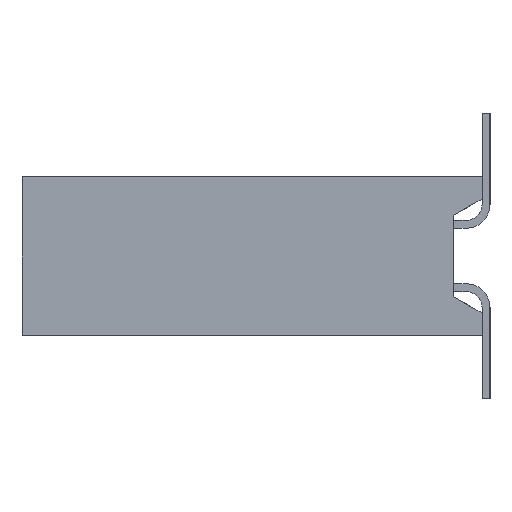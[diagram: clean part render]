
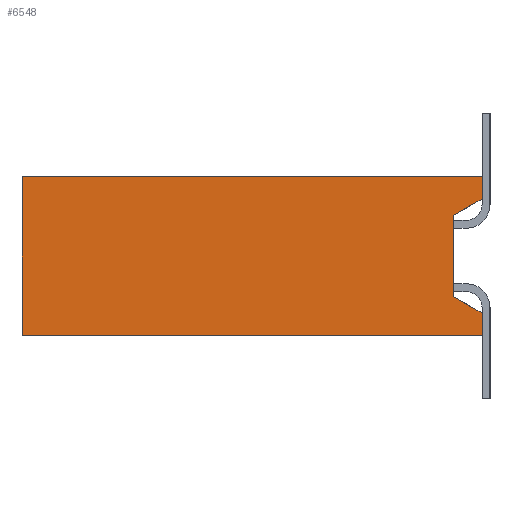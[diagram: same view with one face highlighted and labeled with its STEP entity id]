
A CAD part, left-side view. The second image highlights one B-rep face of the part: STEP entity #6548.
In plain terms, the highlighted planar face has unit normal (-1, 0, 0).
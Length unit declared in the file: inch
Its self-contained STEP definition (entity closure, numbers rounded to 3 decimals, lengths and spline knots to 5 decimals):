
#53 = LINE ( 'NONE', #5082, #10298 ) ;
#288 = LINE ( 'NONE', #1939, #7870 ) ;
#516 = LINE ( 'NONE', #3376, #1325 ) ;
#544 = PLANE ( 'NONE',  #4949 ) ;
#804 = ORIENTED_EDGE ( 'NONE', *, *, #7527, .T. ) ;
#858 = EDGE_CURVE ( 'NONE', #3004, #1181, #4668, .T. ) ;
#970 = VERTEX_POINT ( 'NONE', #9126 ) ;
#1181 = VERTEX_POINT ( 'NONE', #7955 ) ;
#1325 = VECTOR ( 'NONE', #1833, 39.37008 ) ;
#1384 = VERTEX_POINT ( 'NONE', #9091 ) ;
#1406 = CARTESIAN_POINT ( 'NONE',  ( -0.3, 0.29, -0.05 ) ) ;
#1628 = VERTEX_POINT ( 'NONE', #8939 ) ;
#1679 = ORIENTED_EDGE ( 'NONE', *, *, #4293, .F. ) ;
#1689 = EDGE_CURVE ( 'NONE', #7053, #1384, #8972, .T. ) ;
#1787 = DIRECTION ( 'NONE',  ( 0., -1., 0. ) ) ;
#1833 = DIRECTION ( 'NONE',  ( 0., 0., 1. ) ) ;
#1913 = ORIENTED_EDGE ( 'NONE', *, *, #7948, .T. ) ;
#1939 = CARTESIAN_POINT ( 'NONE',  ( -0.3, 0.29, -0.05 ) ) ;
#2491 = FACE_OUTER_BOUND ( 'NONE', #8826, .T. ) ;
#2995 = ORIENTED_EDGE ( 'NONE', *, *, #3069, .T. ) ;
#3004 = VERTEX_POINT ( 'NONE', #3924 ) ;
#3069 = EDGE_CURVE ( 'NONE', #6385, #9599, #53, .T. ) ;
#3312 = CARTESIAN_POINT ( 'NONE',  ( -0.3, 0.018, 0.02561 ) ) ;
#3376 = CARTESIAN_POINT ( 'NONE',  ( -0.3, 0., -0.05 ) ) ;
#3802 = CARTESIAN_POINT ( 'NONE',  ( -0.3, 0., -0.036 ) ) ;
#3850 = ORIENTED_EDGE ( 'NONE', *, *, #5600, .F. ) ;
#3924 = CARTESIAN_POINT ( 'NONE',  ( -0.3, 0.29, -0.05 ) ) ;
#4052 = VECTOR ( 'NONE', #5671, 39.37008 ) ;
#4056 = CARTESIAN_POINT ( 'NONE',  ( -0.3, 0.018, 0.02561 ) ) ;
#4147 = VECTOR ( 'NONE', #5817, 39.37008 ) ;
#4263 = DIRECTION ( 'NONE',  ( 0., 0., 1. ) ) ;
#4293 = EDGE_CURVE ( 'NONE', #3004, #1628, #288, .T. ) ;
#4445 = LINE ( 'NONE', #3312, #6827 ) ;
#4668 = LINE ( 'NONE', #1406, #4052 ) ;
#4827 = VECTOR ( 'NONE', #1787, 39.37008 ) ;
#4850 = CARTESIAN_POINT ( 'NONE',  ( -0.3, 0., -0.036 ) ) ;
#4879 = DIRECTION ( 'NONE',  ( 0., 0., 1. ) ) ;
#4949 = AXIS2_PLACEMENT_3D ( 'NONE', #9916, #8374, #7532 ) ;
#5082 = CARTESIAN_POINT ( 'NONE',  ( -0.3, 0., 0.036 ) ) ;
#5282 = DIRECTION ( 'NONE',  ( 0., -0.866, 0.5 ) ) ;
#5600 = EDGE_CURVE ( 'NONE', #1628, #970, #9302, .T. ) ;
#5602 = ORIENTED_EDGE ( 'NONE', *, *, #7950, .T. ) ;
#5671 = DIRECTION ( 'NONE',  ( 0., -1., 0. ) ) ;
#5817 = DIRECTION ( 'NONE',  ( 0., 0.866, 0.5 ) ) ;
#5947 = DIRECTION ( 'NONE',  ( 0., 0., 1. ) ) ;
#6385 = VERTEX_POINT ( 'NONE', #4056 ) ;
#6548 = ADVANCED_FACE ( 'NONE', ( #2491 ), #544, .F. ) ;
#6773 = ORIENTED_EDGE ( 'NONE', *, *, #858, .T. ) ;
#6827 = VECTOR ( 'NONE', #5947, 39.37008 ) ;
#7053 = VERTEX_POINT ( 'NONE', #3802 ) ;
#7527 = EDGE_CURVE ( 'NONE', #1384, #6385, #4445, .T. ) ;
#7532 = DIRECTION ( 'NONE',  ( 0., 0., -1. ) ) ;
#7821 = ORIENTED_EDGE ( 'NONE', *, *, #1689, .T. ) ;
#7870 = VECTOR ( 'NONE', #4263, 39.37008 ) ;
#7948 = EDGE_CURVE ( 'NONE', #1181, #7053, #516, .T. ) ;
#7950 = EDGE_CURVE ( 'NONE', #9599, #970, #8758, .T. ) ;
#7955 = CARTESIAN_POINT ( 'NONE',  ( -0.3, 0., -0.05 ) ) ;
#8374 = DIRECTION ( 'NONE',  ( 1., 0., 0. ) ) ;
#8572 = CARTESIAN_POINT ( 'NONE',  ( -0.3, 0., 0.036 ) ) ;
#8758 = LINE ( 'NONE', #10146, #9202 ) ;
#8826 = EDGE_LOOP ( 'NONE', ( #804, #2995, #5602, #3850, #1679, #6773, #1913, #7821 ) ) ;
#8939 = CARTESIAN_POINT ( 'NONE',  ( -0.3, 0.29, 0.05 ) ) ;
#8972 = LINE ( 'NONE', #4850, #4147 ) ;
#9091 = CARTESIAN_POINT ( 'NONE',  ( -0.3, 0.018, -0.02561 ) ) ;
#9126 = CARTESIAN_POINT ( 'NONE',  ( -0.3, 0., 0.05 ) ) ;
#9202 = VECTOR ( 'NONE', #4879, 39.37008 ) ;
#9302 = LINE ( 'NONE', #9998, #4827 ) ;
#9599 = VERTEX_POINT ( 'NONE', #8572 ) ;
#9916 = CARTESIAN_POINT ( 'NONE',  ( -0.3, 0.29, -0.05 ) ) ;
#9998 = CARTESIAN_POINT ( 'NONE',  ( -0.3, 0.29, 0.05 ) ) ;
#10146 = CARTESIAN_POINT ( 'NONE',  ( -0.3, 0., -0.05 ) ) ;
#10298 = VECTOR ( 'NONE', #5282, 39.37008 ) ;
